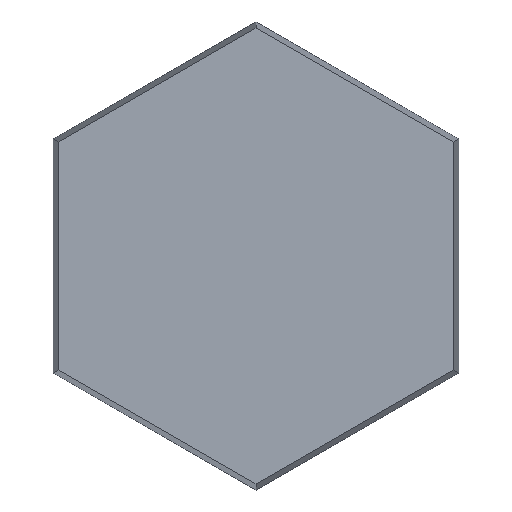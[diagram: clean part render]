
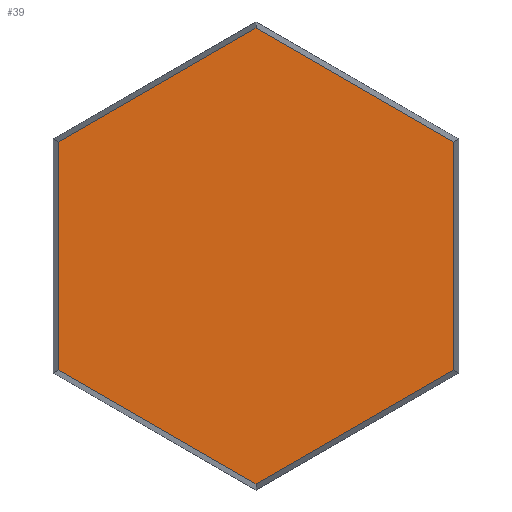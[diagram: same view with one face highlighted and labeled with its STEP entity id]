
A CAD part, front view. The second image highlights one B-rep face of the part: STEP entity #39.
In plain terms, the highlighted planar face has unit normal (0, -1, 0).
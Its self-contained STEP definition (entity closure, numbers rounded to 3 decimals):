
#39 = ADVANCED_FACE( '', ( #80 ), #81, .F. );
#80 = FACE_OUTER_BOUND( '', #123, .T. );
#81 = PLANE( '', #124 );
#123 = EDGE_LOOP( '', ( #167, #168, #169, #170, #171, #172 ) );
#124 = AXIS2_PLACEMENT_3D( '', #173, #174, #175 );
#167 = ORIENTED_EDGE( '', *, *, #247, .F. );
#168 = ORIENTED_EDGE( '', *, *, #248, .F. );
#169 = ORIENTED_EDGE( '', *, *, #249, .F. );
#170 = ORIENTED_EDGE( '', *, *, #250, .F. );
#171 = ORIENTED_EDGE( '', *, *, #242, .F. );
#172 = ORIENTED_EDGE( '', *, *, #251, .F. );
#173 = CARTESIAN_POINT( '', ( 0., 0., 0. ) );
#174 = DIRECTION( '', ( 0., 1., 0. ) );
#175 = DIRECTION( '', ( 0., 0., 1. ) );
#242 = EDGE_CURVE( '', #275, #277, #278, .T. );
#247 = EDGE_CURVE( '', #284, #285, #286, .T. );
#248 = EDGE_CURVE( '', #287, #284, #288, .T. );
#249 = EDGE_CURVE( '', #289, #287, #290, .T. );
#250 = EDGE_CURVE( '', #277, #289, #291, .T. );
#251 = EDGE_CURVE( '', #285, #275, #292, .T. );
#275 = VERTEX_POINT( '', #323 );
#277 = VERTEX_POINT( '', #326 );
#278 = LINE( '', #327, #328 );
#284 = VERTEX_POINT( '', #335 );
#285 = VERTEX_POINT( '', #336 );
#286 = LINE( '', #337, #338 );
#287 = VERTEX_POINT( '', #339 );
#288 = LINE( '', #340, #341 );
#289 = VERTEX_POINT( '', #342 );
#290 = LINE( '', #343, #344 );
#291 = LINE( '', #345, #346 );
#292 = LINE( '', #347, #348 );
#323 = CARTESIAN_POINT( '', ( 0., 0., 14.056 ) );
#326 = CARTESIAN_POINT( '', ( 12.173, 0., 7.028 ) );
#327 = CARTESIAN_POINT( '', ( 6.086, 0., 10.542 ) );
#328 = VECTOR( '', #385, 1000. );
#335 = CARTESIAN_POINT( '', ( -12.173, 0., -7.028 ) );
#336 = CARTESIAN_POINT( '', ( -12.173, 0., 7.028 ) );
#337 = CARTESIAN_POINT( '', ( -12.173, 0., 0. ) );
#338 = VECTOR( '', #390, 1000. );
#339 = CARTESIAN_POINT( '', ( 0., 0., -14.056 ) );
#340 = CARTESIAN_POINT( '', ( -6.086, 0., -10.542 ) );
#341 = VECTOR( '', #391, 1000. );
#342 = CARTESIAN_POINT( '', ( 12.173, 0., -7.028 ) );
#343 = CARTESIAN_POINT( '', ( 6.086, 0., -10.542 ) );
#344 = VECTOR( '', #392, 1000. );
#345 = CARTESIAN_POINT( '', ( 12.173, 0., 0. ) );
#346 = VECTOR( '', #393, 1000. );
#347 = CARTESIAN_POINT( '', ( -6.086, 0., 10.542 ) );
#348 = VECTOR( '', #394, 1000. );
#385 = DIRECTION( '', ( 0.866, 0., -0.5 ) );
#390 = DIRECTION( '', ( 0., 0., 1. ) );
#391 = DIRECTION( '', ( -0.866, 0., 0.5 ) );
#392 = DIRECTION( '', ( -0.866, 0., -0.5 ) );
#393 = DIRECTION( '', ( 0., 0., -1. ) );
#394 = DIRECTION( '', ( 0.866, 0., 0.5 ) );
